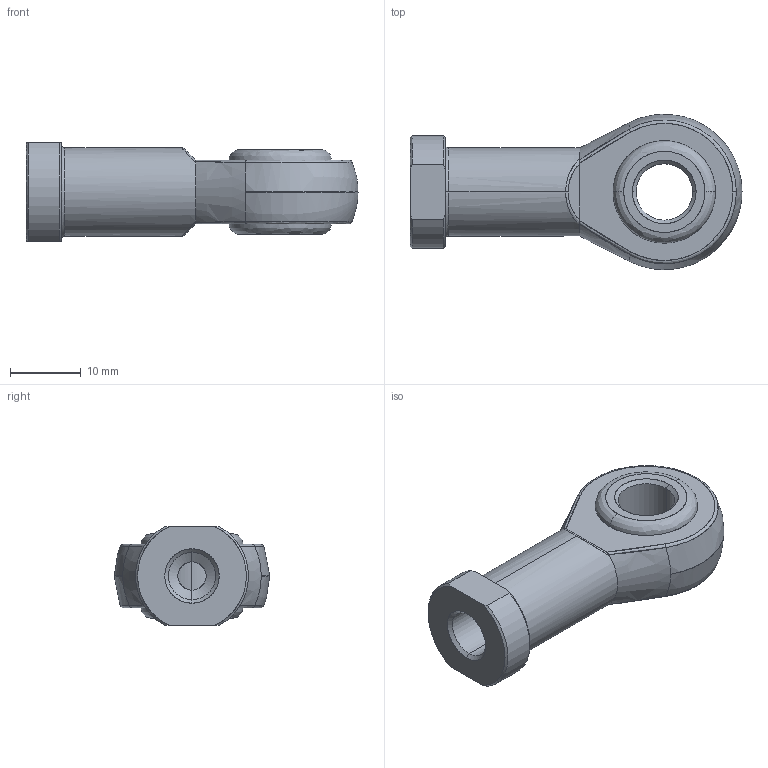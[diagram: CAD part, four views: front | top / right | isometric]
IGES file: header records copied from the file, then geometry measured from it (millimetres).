
Start section: SolidWorks IGES file using analytic representation for surfaces
Global section: file name: 20  KMB-RE   ( 8 ) .IGS; native system: SolidWorks 2010; preprocessor: SolidWorks 2010; author: HASAN; date: 100810.164410; units: millimetre
Bounding box: 47 x 21.99 x 14 mm (x, y, z)
Surface area: 3299.3 mm2 (no closed solid volume)
Topology: 0 solids, 0 shells, 55 faces, 788 edges, 787 vertices
Faces by surface type: revolution 28, bspline 27
